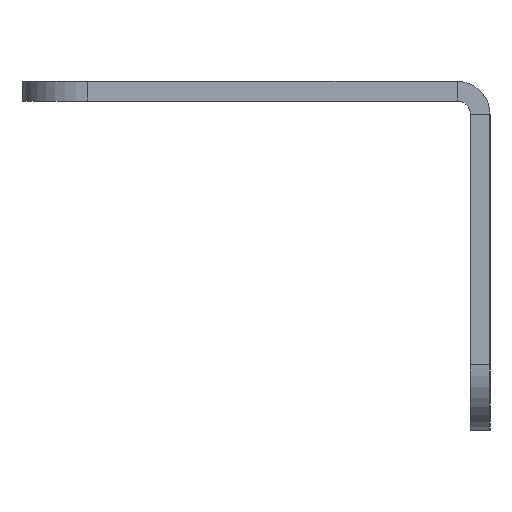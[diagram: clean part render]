
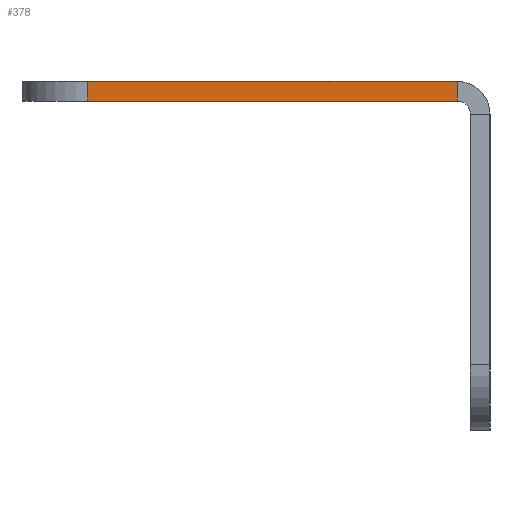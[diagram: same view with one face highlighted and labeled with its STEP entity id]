
A CAD part, left-side view. The second image highlights one B-rep face of the part: STEP entity #378.
In plain terms, the highlighted planar face has unit normal (-1, 0, 0).
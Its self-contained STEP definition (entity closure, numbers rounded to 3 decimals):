
#70 = DIRECTION ( 'NONE',  ( 0., -1., 0. ) ) ;
#79 = AXIS2_PLACEMENT_3D ( 'NONE', #744, #461, #1037 ) ;
#128 = VECTOR ( 'NONE', #508, 1000. ) ;
#156 = FACE_OUTER_BOUND ( 'NONE', #606, .T. ) ;
#231 = CARTESIAN_POINT ( 'NONE',  ( -90., 0., 1.5 ) ) ;
#232 = VERTEX_POINT ( 'NONE', #1269 ) ;
#268 = EDGE_CURVE ( 'NONE', #324, #780, #1119, .T. ) ;
#324 = VERTEX_POINT ( 'NONE', #1419 ) ;
#326 = DIRECTION ( 'NONE',  ( 0., 0., -1. ) ) ;
#357 = LINE ( 'NONE', #231, #489 ) ;
#378 = ADVANCED_FACE ( 'NONE', ( #156 ), #1184, .T. ) ;
#434 = EDGE_CURVE ( 'NONE', #232, #1270, #1321, .T. ) ;
#461 = DIRECTION ( 'NONE',  ( -1., 0., 0. ) ) ;
#489 = VECTOR ( 'NONE', #70, 1000. ) ;
#508 = DIRECTION ( 'NONE',  ( 0., -1., 0. ) ) ;
#579 = EDGE_CURVE ( 'NONE', #232, #780, #357, .T. ) ;
#606 = EDGE_LOOP ( 'NONE', ( #1818, #1028, #1038, #894 ) ) ;
#686 = VECTOR ( 'NONE', #326, 1000. ) ;
#744 = CARTESIAN_POINT ( 'NONE',  ( -90., -1.5, -1. ) ) ;
#780 = VERTEX_POINT ( 'NONE', #1124 ) ;
#803 = LINE ( 'NONE', #946, #128 ) ;
#816 = DIRECTION ( 'NONE',  ( 0., 0., 1. ) ) ;
#862 = CARTESIAN_POINT ( 'NONE',  ( -90., 29., -1. ) ) ;
#894 = ORIENTED_EDGE ( 'NONE', *, *, #268, .T. ) ;
#946 = CARTESIAN_POINT ( 'NONE',  ( -90., 0., 0. ) ) ;
#1028 = ORIENTED_EDGE ( 'NONE', *, *, #434, .T. ) ;
#1037 = DIRECTION ( 'NONE',  ( 0., 0., 1. ) ) ;
#1038 = ORIENTED_EDGE ( 'NONE', *, *, #1817, .T. ) ;
#1119 = LINE ( 'NONE', #1402, #1761 ) ;
#1124 = CARTESIAN_POINT ( 'NONE',  ( -90., 1., 1.5 ) ) ;
#1148 = CARTESIAN_POINT ( 'NONE',  ( -90., 29., 0. ) ) ;
#1184 = PLANE ( 'NONE',  #79 ) ;
#1269 = CARTESIAN_POINT ( 'NONE',  ( -90., 29., 1.5 ) ) ;
#1270 = VERTEX_POINT ( 'NONE', #1148 ) ;
#1321 = LINE ( 'NONE', #862, #686 ) ;
#1402 = CARTESIAN_POINT ( 'NONE',  ( -90., 1., 0. ) ) ;
#1419 = CARTESIAN_POINT ( 'NONE',  ( -90., 1., 0. ) ) ;
#1761 = VECTOR ( 'NONE', #816, 1000. ) ;
#1817 = EDGE_CURVE ( 'NONE', #1270, #324, #803, .T. ) ;
#1818 = ORIENTED_EDGE ( 'NONE', *, *, #579, .F. ) ;
